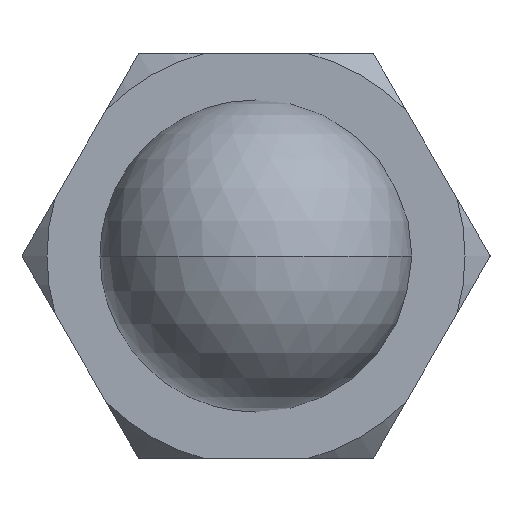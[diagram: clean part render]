
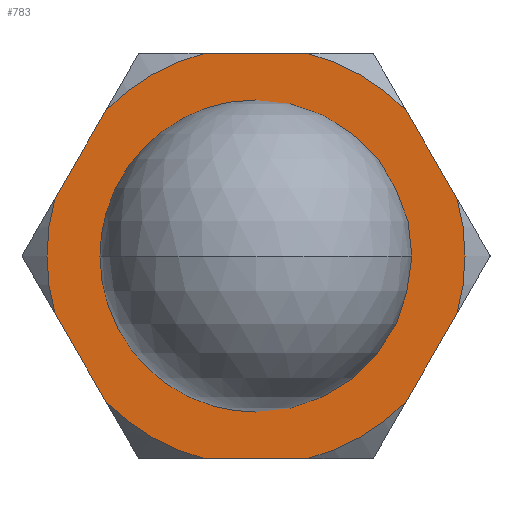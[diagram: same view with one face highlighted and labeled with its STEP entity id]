
A CAD part, left-side view. The second image highlights one B-rep face of the part: STEP entity #783.
In plain terms, the highlighted planar face has unit normal (-1, 0, 0).
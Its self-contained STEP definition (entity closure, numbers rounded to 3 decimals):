
#7 = CARTESIAN_POINT ( 'NONE',  ( -5., 0., 4.5 ) ) ;
#29 = VECTOR ( 'NONE', #741, 1000. ) ;
#57 = CARTESIAN_POINT ( 'NONE',  ( -5., 6.442, -1.843 ) ) ;
#74 = CARTESIAN_POINT ( 'NONE',  ( -5., 1.625, 6.5 ) ) ;
#76 = CIRCLE ( 'NONE', #1117, 6.7 ) ;
#92 = CIRCLE ( 'NONE', #505, 4.5 ) ;
#130 = VERTEX_POINT ( 'NONE', #1234 ) ;
#135 = DIRECTION ( 'NONE',  ( 0., 0., -1. ) ) ;
#141 = DIRECTION ( 'NONE',  ( 1., 0., 0. ) ) ;
#142 = AXIS2_PLACEMENT_3D ( 'NONE', #154, #141, #135 ) ;
#154 = CARTESIAN_POINT ( 'NONE',  ( -5., 6.7, 0. ) ) ;
#167 = PLANE ( 'NONE',  #142 ) ;
#178 = LINE ( 'NONE', #800, #29 ) ;
#197 = VERTEX_POINT ( 'NONE', #1149 ) ;
#222 = VERTEX_POINT ( 'NONE', #1077 ) ;
#235 = EDGE_CURVE ( 'NONE', #222, #831, #1089, .T. ) ;
#248 = EDGE_CURVE ( 'NONE', #1020, #427, #1019, .T. ) ;
#260 = EDGE_CURVE ( 'NONE', #322, #462, #926, .T. ) ;
#270 = EDGE_CURVE ( 'NONE', #130, #197, #76, .T. ) ;
#281 = EDGE_CURVE ( 'NONE', #587, #613, #586, .T. ) ;
#305 = EDGE_CURVE ( 'NONE', #948, #1011, #1367, .T. ) ;
#316 = EDGE_CURVE ( 'NONE', #637, #873, #1381, .T. ) ;
#322 = VERTEX_POINT ( 'NONE', #827 ) ;
#334 = EDGE_CURVE ( 'NONE', #222, #427, #526, .T. ) ;
#344 = EDGE_CURVE ( 'NONE', #948, #831, #1345, .T. ) ;
#345 = EDGE_CURVE ( 'NONE', #587, #1011, #178, .T. ) ;
#357 = CARTESIAN_POINT ( 'NONE',  ( -5., 0., -4.5 ) ) ;
#363 = EDGE_CURVE ( 'NONE', #130, #613, #734, .T. ) ;
#372 = LINE ( 'NONE', #711, #958 ) ;
#388 = EDGE_CURVE ( 'NONE', #322, #197, #372, .T. ) ;
#389 = EDGE_CURVE ( 'NONE', #1020, #462, #961, .T. ) ;
#414 = EDGE_LOOP ( 'NONE', ( #853, #857, #858, #860, #866, #869, #876, #615, #888, #890, #897, #899 ) ) ;
#426 = CARTESIAN_POINT ( 'NONE',  ( -5., -4.817, -4.657 ) ) ;
#427 = VERTEX_POINT ( 'NONE', #627 ) ;
#454 = EDGE_LOOP ( 'NONE', ( #838, #848 ) ) ;
#459 = CARTESIAN_POINT ( 'NONE',  ( -5., -1.625, -6.5 ) ) ;
#462 = VERTEX_POINT ( 'NONE', #575 ) ;
#505 = AXIS2_PLACEMENT_3D ( 'NONE', #520, #519, #516 ) ;
#516 = DIRECTION ( 'NONE',  ( 0., 0., -1. ) ) ;
#519 = DIRECTION ( 'NONE',  ( 1., 0., 0. ) ) ;
#520 = CARTESIAN_POINT ( 'NONE',  ( -5., 0., 0. ) ) ;
#526 = LINE ( 'NONE', #794, #1213 ) ;
#535 = EDGE_CURVE ( 'NONE', #873, #637, #92, .T. ) ;
#575 = CARTESIAN_POINT ( 'NONE',  ( -5., -1.625, 6.5 ) ) ;
#586 = CIRCLE ( 'NONE', #1269, 6.7 ) ;
#587 = VERTEX_POINT ( 'NONE', #459 ) ;
#613 = VERTEX_POINT ( 'NONE', #426 ) ;
#615 = ORIENTED_EDGE ( 'NONE', *, *, #270, .T. ) ;
#627 = CARTESIAN_POINT ( 'NONE',  ( -5., 4.817, 4.657 ) ) ;
#637 = VERTEX_POINT ( 'NONE', #357 ) ;
#706 = DIRECTION ( 'NONE',  ( 0., -1., 0. ) ) ;
#708 = CARTESIAN_POINT ( 'NONE',  ( -5., 6.7, 6.5 ) ) ;
#711 = CARTESIAN_POINT ( 'NONE',  ( -5., -3.954, 6.151 ) ) ;
#728 = DIRECTION ( 'NONE',  ( 0., -0.5, -0.866 ) ) ;
#732 = DIRECTION ( 'NONE',  ( 0., 0.5, -0.866 ) ) ;
#734 = LINE ( 'NONE', #763, #1003 ) ;
#741 = DIRECTION ( 'NONE',  ( 0., 1., 0. ) ) ;
#751 = DIRECTION ( 'NONE',  ( 0., 0.5, 0.866 ) ) ;
#753 = CARTESIAN_POINT ( 'NONE',  ( -5., 7.304, -0.349 ) ) ;
#763 = CARTESIAN_POINT ( 'NONE',  ( -5., -3.954, -6.151 ) ) ;
#783 = ADVANCED_FACE ( 'NONE', ( #1413, #1260 ), #167, .F. ) ;
#790 = DIRECTION ( 'NONE',  ( 0., -0.5, 0.866 ) ) ;
#794 = CARTESIAN_POINT ( 'NONE',  ( -5., 7.304, 0.349 ) ) ;
#800 = CARTESIAN_POINT ( 'NONE',  ( -5., 6.7, -6.5 ) ) ;
#816 = DIRECTION ( 'NONE',  ( 0., 0., -1. ) ) ;
#818 = DIRECTION ( 'NONE',  ( 1., 0., 0. ) ) ;
#819 = CARTESIAN_POINT ( 'NONE',  ( -5., 0., 0. ) ) ;
#827 = CARTESIAN_POINT ( 'NONE',  ( -5., -4.817, 4.657 ) ) ;
#831 = VERTEX_POINT ( 'NONE', #57 ) ;
#838 = ORIENTED_EDGE ( 'NONE', *, *, #316, .T. ) ;
#842 = DIRECTION ( 'NONE',  ( 0., 0., 1. ) ) ;
#843 = DIRECTION ( 'NONE',  ( -1., 0., 0. ) ) ;
#845 = VECTOR ( 'NONE', #751, 1000. ) ;
#848 = ORIENTED_EDGE ( 'NONE', *, *, #535, .T. ) ;
#850 = AXIS2_PLACEMENT_3D ( 'NONE', #819, #818, #816 ) ;
#851 = CARTESIAN_POINT ( 'NONE',  ( -5., 0., 0. ) ) ;
#853 = ORIENTED_EDGE ( 'NONE', *, *, #334, .F. ) ;
#857 = ORIENTED_EDGE ( 'NONE', *, *, #235, .T. ) ;
#858 = ORIENTED_EDGE ( 'NONE', *, *, #344, .F. ) ;
#860 = ORIENTED_EDGE ( 'NONE', *, *, #305, .T. ) ;
#866 = ORIENTED_EDGE ( 'NONE', *, *, #345, .F. ) ;
#869 = ORIENTED_EDGE ( 'NONE', *, *, #281, .T. ) ;
#873 = VERTEX_POINT ( 'NONE', #7 ) ;
#876 = ORIENTED_EDGE ( 'NONE', *, *, #363, .F. ) ;
#887 = DIRECTION ( 'NONE',  ( 0., 0., 1. ) ) ;
#888 = ORIENTED_EDGE ( 'NONE', *, *, #388, .F. ) ;
#890 = ORIENTED_EDGE ( 'NONE', *, *, #260, .T. ) ;
#891 = DIRECTION ( 'NONE',  ( -1., 0., 0. ) ) ;
#893 = CARTESIAN_POINT ( 'NONE',  ( -5., 0., 0. ) ) ;
#897 = ORIENTED_EDGE ( 'NONE', *, *, #389, .F. ) ;
#899 = ORIENTED_EDGE ( 'NONE', *, *, #248, .T. ) ;
#926 = CIRCLE ( 'NONE', #1107, 6.7 ) ;
#927 = DIRECTION ( 'NONE',  ( 0., 0., 1. ) ) ;
#929 = DIRECTION ( 'NONE',  ( -1., 0., 0. ) ) ;
#931 = CARTESIAN_POINT ( 'NONE',  ( -5., 0., 0. ) ) ;
#939 = VECTOR ( 'NONE', #706, 1000. ) ;
#948 = VERTEX_POINT ( 'NONE', #984 ) ;
#958 = VECTOR ( 'NONE', #728, 1000. ) ;
#960 = DIRECTION ( 'NONE',  ( 0., 0., 1. ) ) ;
#961 = LINE ( 'NONE', #708, #939 ) ;
#962 = DIRECTION ( 'NONE',  ( -1., 0., 0. ) ) ;
#963 = CARTESIAN_POINT ( 'NONE',  ( -5., 0., 0. ) ) ;
#984 = CARTESIAN_POINT ( 'NONE',  ( -5., 4.817, -4.657 ) ) ;
#1003 = VECTOR ( 'NONE', #732, 1000. ) ;
#1008 = DIRECTION ( 'NONE',  ( 0., 0., 1. ) ) ;
#1011 = VERTEX_POINT ( 'NONE', #1281 ) ;
#1013 = DIRECTION ( 'NONE',  ( -1., 0., 0. ) ) ;
#1014 = CARTESIAN_POINT ( 'NONE',  ( -5., 0., 0. ) ) ;
#1019 = CIRCLE ( 'NONE', #1405, 6.7 ) ;
#1020 = VERTEX_POINT ( 'NONE', #74 ) ;
#1032 = DIRECTION ( 'NONE',  ( 0., 0., 1. ) ) ;
#1033 = DIRECTION ( 'NONE',  ( -1., 0., 0. ) ) ;
#1036 = CARTESIAN_POINT ( 'NONE',  ( -5., 0., 0. ) ) ;
#1053 = AXIS2_PLACEMENT_3D ( 'NONE', #1036, #1033, #1032 ) ;
#1077 = CARTESIAN_POINT ( 'NONE',  ( -5., 6.442, 1.843 ) ) ;
#1089 = CIRCLE ( 'NONE', #1053, 6.7 ) ;
#1107 = AXIS2_PLACEMENT_3D ( 'NONE', #963, #962, #960 ) ;
#1117 = AXIS2_PLACEMENT_3D ( 'NONE', #931, #929, #927 ) ;
#1149 = CARTESIAN_POINT ( 'NONE',  ( -5., -6.442, 1.843 ) ) ;
#1213 = VECTOR ( 'NONE', #790, 1000. ) ;
#1227 = AXIS2_PLACEMENT_3D ( 'NONE', #851, #843, #842 ) ;
#1234 = CARTESIAN_POINT ( 'NONE',  ( -5., -6.442, -1.843 ) ) ;
#1260 = FACE_OUTER_BOUND ( 'NONE', #414, .T. ) ;
#1269 = AXIS2_PLACEMENT_3D ( 'NONE', #893, #891, #887 ) ;
#1281 = CARTESIAN_POINT ( 'NONE',  ( -5., 1.625, -6.5 ) ) ;
#1345 = LINE ( 'NONE', #753, #845 ) ;
#1367 = CIRCLE ( 'NONE', #1227, 6.7 ) ;
#1381 = CIRCLE ( 'NONE', #850, 4.5 ) ;
#1405 = AXIS2_PLACEMENT_3D ( 'NONE', #1014, #1013, #1008 ) ;
#1413 = FACE_BOUND ( 'NONE', #454, .T. ) ;
